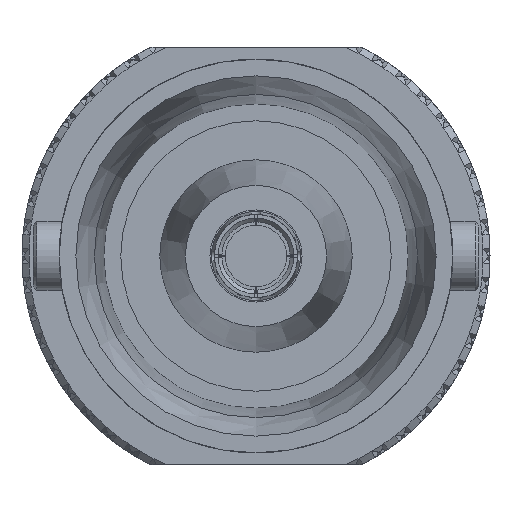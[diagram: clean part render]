
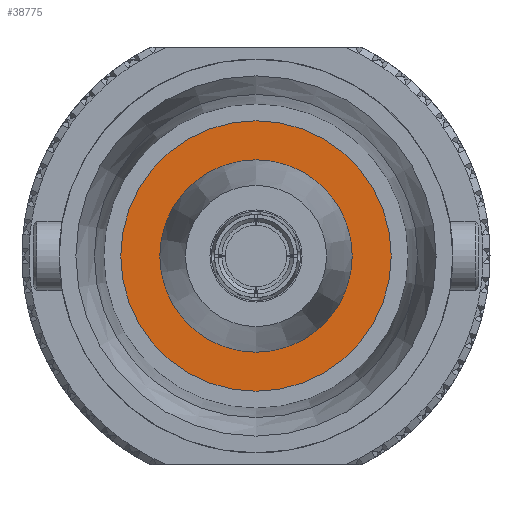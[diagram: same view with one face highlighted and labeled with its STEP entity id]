
A CAD part, left-side view. The second image highlights one B-rep face of the part: STEP entity #38775.
In plain terms, the highlighted planar face has unit normal (-1, 0, 0).
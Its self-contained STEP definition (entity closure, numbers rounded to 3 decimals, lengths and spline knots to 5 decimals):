
#4257 = FACE_BOUND ( 'NONE', #12410, .T. ) ;
#6053 = ORIENTED_EDGE ( 'NONE', *, *, #42807, .T. ) ;
#6940 = VERTEX_POINT ( 'NONE', #31259 ) ;
#9050 = CARTESIAN_POINT ( 'NONE',  ( 0.35371, 0.18209, 0. ) ) ;
#9967 = DIRECTION ( 'NONE',  ( 0., 0., 1. ) ) ;
#12410 = EDGE_LOOP ( 'NONE', ( #24583 ) ) ;
#14770 = CARTESIAN_POINT ( 'NONE',  ( 0.35371, 0., 0. ) ) ;
#16447 = CIRCLE ( 'NONE', #41899, 0.18209 ) ;
#20866 = EDGE_CURVE ( 'NONE', #6940, #6940, #35124, .T. ) ;
#21391 = PLANE ( 'NONE',  #26539 ) ;
#24583 = ORIENTED_EDGE ( 'NONE', *, *, #20866, .F. ) ;
#26539 = AXIS2_PLACEMENT_3D ( 'NONE', #9050, #33342, #64413 ) ;
#28171 = FACE_OUTER_BOUND ( 'NONE', #51295, .T. ) ;
#31259 = CARTESIAN_POINT ( 'NONE',  ( 0.35371, 0., 0.12954 ) ) ;
#32759 = DIRECTION ( 'NONE',  ( -1., 0., 0. ) ) ;
#33342 = DIRECTION ( 'NONE',  ( 1., 0., 0. ) ) ;
#35124 = CIRCLE ( 'NONE', #61838, 0.12954 ) ;
#38775 = ADVANCED_FACE ( 'NONE', ( #4257, #28171 ), #21391, .F. ) ;
#41899 = AXIS2_PLACEMENT_3D ( 'NONE', #76949, #32759, #75349 ) ;
#42807 = EDGE_CURVE ( 'NONE', #75406, #75406, #16447, .T. ) ;
#50984 = DIRECTION ( 'NONE',  ( -1., 0., 0. ) ) ;
#51295 = EDGE_LOOP ( 'NONE', ( #6053 ) ) ;
#58260 = CARTESIAN_POINT ( 'NONE',  ( 0.35371, 0., 0.18209 ) ) ;
#61838 = AXIS2_PLACEMENT_3D ( 'NONE', #14770, #50984, #9967 ) ;
#64413 = DIRECTION ( 'NONE',  ( 0., 0., -1. ) ) ;
#75349 = DIRECTION ( 'NONE',  ( 0., 0., 1. ) ) ;
#75406 = VERTEX_POINT ( 'NONE', #58260 ) ;
#76949 = CARTESIAN_POINT ( 'NONE',  ( 0.35371, 0., 0. ) ) ;
